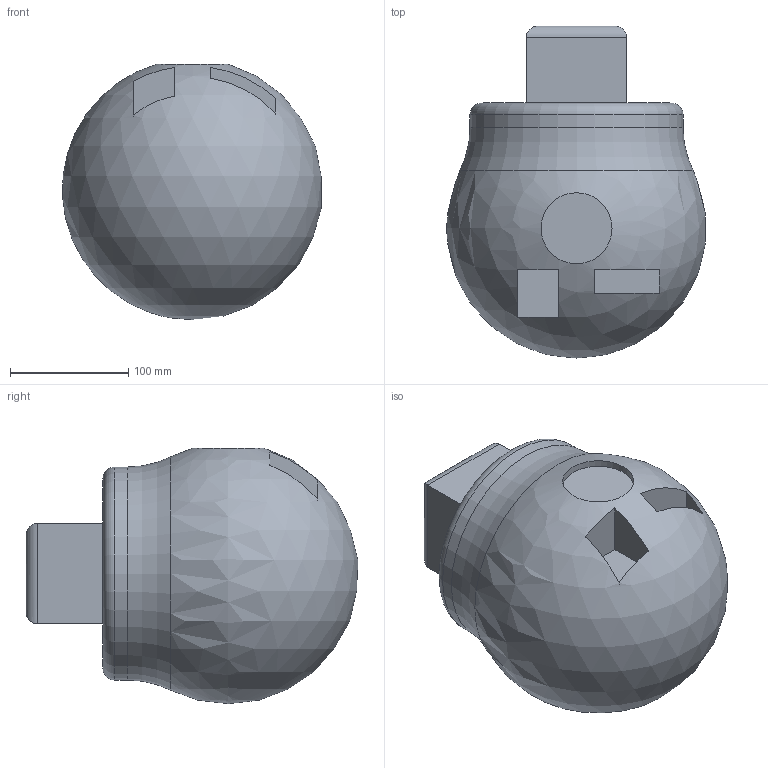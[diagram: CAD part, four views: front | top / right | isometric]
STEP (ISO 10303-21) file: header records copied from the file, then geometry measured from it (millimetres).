
FILE_DESCRIPTION(/* description */ (''),/* implementation_level */ '2;1');
FILE_NAME(/* name */ 'Orca 220 v7.step',/* time_stamp */ '2022-01-05T13:20:53-08:00',/* author */ (''),/* organization */ (''),/* preprocessor_version */ 'ST-DEVELOPER v18.1',/* originating_system */ 'Autodesk Translation Framework v10.10.0.1391',/* authorisation */ '');
FILE_SCHEMA (('AUTOMOTIVE_DESIGN { 1 0 10303 214 3 1 1 }'));
Length unit declared in the file: foot
Products named in the file (1): Orca 220
Bounding box: 218.79 x 280.44 x 215.83 mm (x, y, z)
Volume: 6376250.8 mm3; surface area: 207512 mm2
Topology: 1 solids, 1 shells, 32 faces, 71 edges, 42 vertices
Faces by surface type: plane 22, cylinder 6, torus 2, sphere 2
Full cylindrical faces by diameter (mm): 60 x1, 180 x1
Entity records: 939 total; most frequent: DIRECTION 164, CARTESIAN_POINT 145, ORIENTED_EDGE 140, EDGE_CURVE 70, AXIS2_PLACEMENT_3D 61, LINE 42, VECTOR 42, VERTEX_POINT 42
